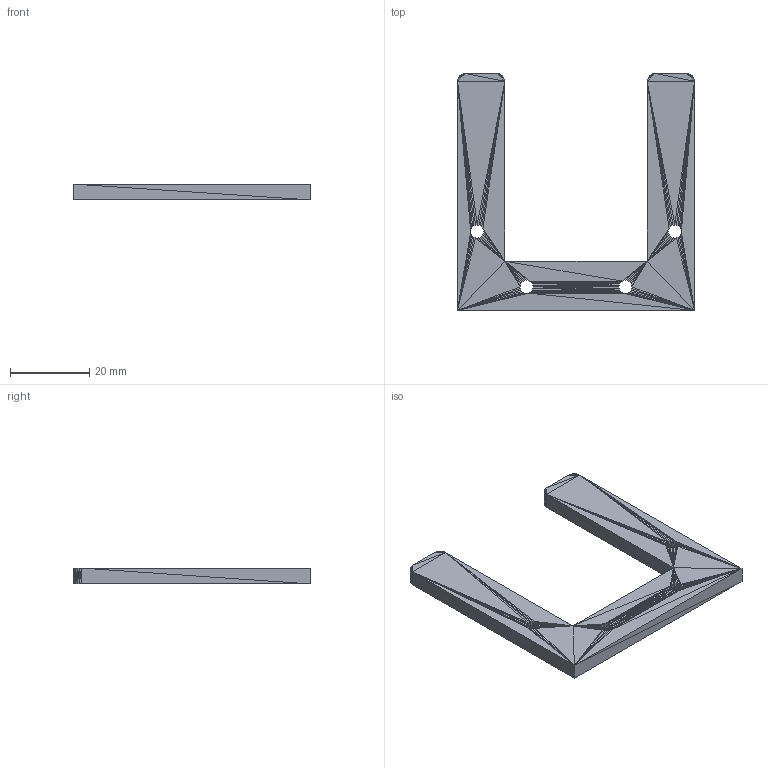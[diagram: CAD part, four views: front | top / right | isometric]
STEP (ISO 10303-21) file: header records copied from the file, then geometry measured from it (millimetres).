
FILE_DESCRIPTION(('FreeCAD Model'),'2;1');
FILE_NAME('SFP-DoubleSplitClamp-Top.step','2018-02-26T09:57:11',('Author'),(''), 'Open CASCADE STEP processor 6.8','FreeCAD','Unknown');
FILE_SCHEMA(('AUTOMOTIVE_DESIGN_CC2 { 1 2 10303 214 -1 1 5 4 }'));
Length unit declared in the file: millimetre
Products named in the file (1): SFP_DoubleSplitClamp_Top001
Bounding box: 60 x 60 x 4 mm (x, y, z)
Surface area: 5196.7 mm2 (no closed solid volume)
Topology: 0 solids, 1 shells, 524 faces, 786 edges, 256 vertices
Faces by surface type: plane 524
Entity records: 19667 total; most frequent: CARTESIAN_POINT 3925, DIRECTION 2622, ORIENTED_EDGE 1572, LINE 1572, VECTOR 1572, PCURVE 1572, DEFINITIONAL_REPRESENTATION 1572, EDGE_CURVE 786
